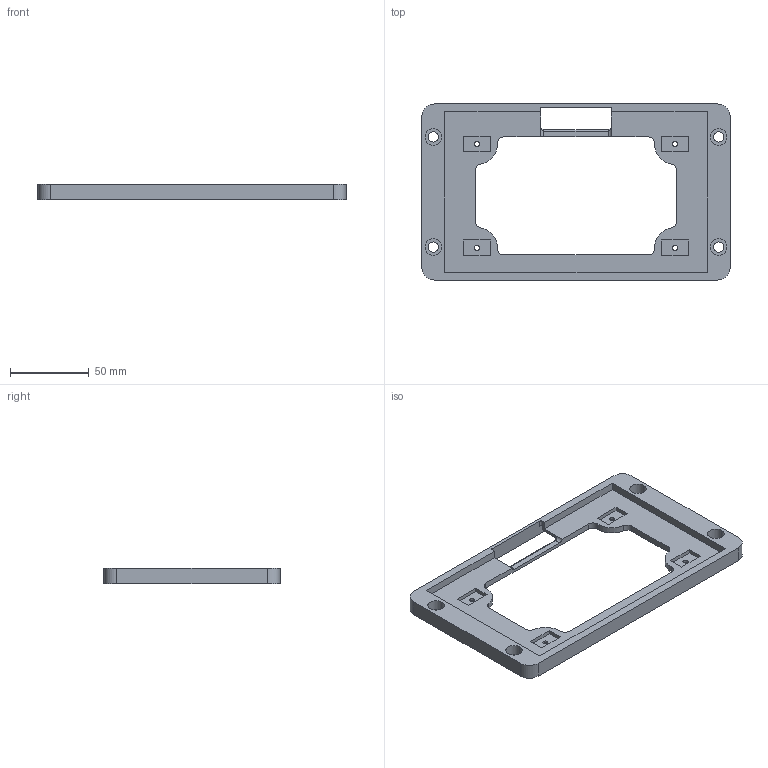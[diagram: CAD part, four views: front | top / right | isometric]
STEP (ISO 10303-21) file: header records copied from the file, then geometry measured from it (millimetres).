
FILE_DESCRIPTION (( 'STEP AP203' ), '1' );
FILE_NAME ('Screen Base.STEP', '2016-07-05T14:09:15', ( '' ), ( '' ), 'SwSTEP 2.0', 'SolidWorks 2015', '' );
FILE_SCHEMA (( 'CONFIG_CONTROL_DESIGN' ));
Length unit declared in the file: millimetre
Products named in the file (1): Screen Base
Bounding box: 196 x 112 x 10 mm (x, y, z)
Volume: 48852.9 mm3; surface area: 45059.2 mm2
Topology: 1 solids, 1 shells, 247 faces, 623 edges, 390 vertices
Faces by surface type: cylinder 118, plane 103, torus 24, bspline 2
Entity records: 7776 total; most frequent: CARTESIAN_POINT 1721, DIRECTION 1253, ORIENTED_EDGE 1242, EDGE_CURVE 621, AXIS2_PLACEMENT_3D 438, VERTEX_POINT 390, VECTOR 377, LINE 377
